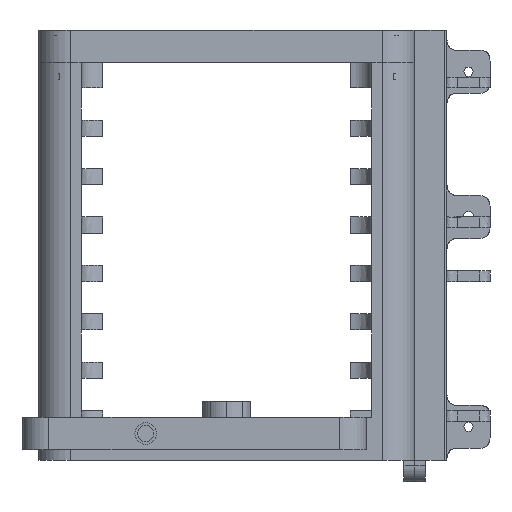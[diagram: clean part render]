
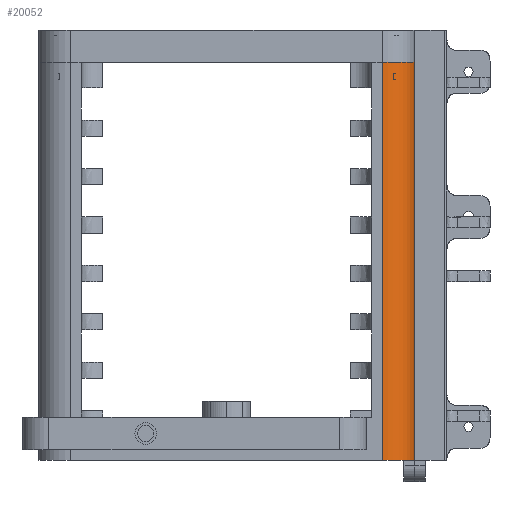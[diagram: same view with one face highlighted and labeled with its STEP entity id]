
A CAD part, left-side view. The second image highlights one B-rep face of the part: STEP entity #20052.
In plain terms, the highlighted cylindrical face has radius 12 mm (diameter 24 mm), a partial arc.
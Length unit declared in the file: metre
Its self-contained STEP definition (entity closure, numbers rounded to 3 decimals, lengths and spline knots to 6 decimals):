
#421=CIRCLE('',#21284,0.012);
#480=CIRCLE('',#21422,0.012);
#890=CYLINDRICAL_SURFACE('',#21421,0.012);
#3527=ORIENTED_EDGE('',*,*,#8796,.T.);
#3528=ORIENTED_EDGE('',*,*,#8508,.T.);
#3529=ORIENTED_EDGE('',*,*,#8814,.F.);
#3530=ORIENTED_EDGE('',*,*,#8815,.F.);
#8508=EDGE_CURVE('',#11312,#11311,#421,.T.);
#8796=EDGE_CURVE('',#11536,#11312,#13418,.T.);
#8814=EDGE_CURVE('',#11541,#11311,#13436,.T.);
#8815=EDGE_CURVE('',#11536,#11541,#480,.T.);
#11311=VERTEX_POINT('',#30387);
#11312=VERTEX_POINT('',#30389);
#11536=VERTEX_POINT('',#30988);
#11541=VERTEX_POINT('',#31012);
#13418=LINE('',#30987,#15139);
#13436=LINE('',#31011,#15157);
#15139=VECTOR('',#23654,1.);
#15157=VECTOR('',#23674,1.);
#16767=EDGE_LOOP('',(#3527,#3528,#3529,#3530));
#18162=FACE_BOUND('',#16767,.T.);
#20052=ADVANCED_FACE('',(#18162),#890,.T.);
#21284=AXIS2_PLACEMENT_3D('',#30388,#23154,#23155);
#21421=AXIS2_PLACEMENT_3D('',#31010,#23672,#23673);
#21422=AXIS2_PLACEMENT_3D('',#31013,#23675,#23676);
#23154=DIRECTION('',(0.,0.,1.));
#23155=DIRECTION('',(1.,0.,0.));
#23654=DIRECTION('',(0.,0.,-1.));
#23672=DIRECTION('',(0.,0.,-1.));
#23673=DIRECTION('',(-1.,0.,0.));
#23674=DIRECTION('',(0.,0.,-1.));
#23675=DIRECTION('',(0.,0.,1.));
#23676=DIRECTION('',(1.,0.,0.));
#30387=CARTESIAN_POINT('',(-0.064,-0.07,-0.004));
#30388=CARTESIAN_POINT('',(-0.064,-0.058,-0.004));
#30389=CARTESIAN_POINT('',(-0.076,-0.058,-0.004));
#30987=CARTESIAN_POINT('',(-0.076,-0.058,0.012));
#30988=CARTESIAN_POINT('',(-0.076,-0.058,0.144));
#31010=CARTESIAN_POINT('',(-0.064,-0.058,0.012));
#31011=CARTESIAN_POINT('',(-0.064,-0.07,0.012));
#31012=CARTESIAN_POINT('',(-0.064,-0.07,0.144));
#31013=CARTESIAN_POINT('',(-0.064,-0.058,0.144));
